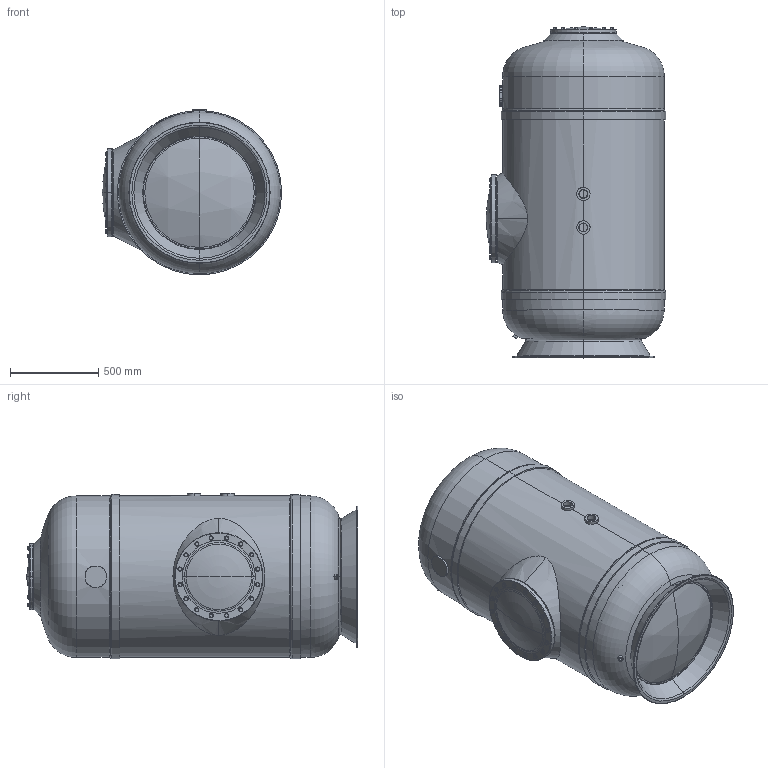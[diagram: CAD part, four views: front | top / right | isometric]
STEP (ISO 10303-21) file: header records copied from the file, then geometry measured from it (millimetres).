
FILE_DESCRIPTION (( 'STEP AP214' ), '1' );
FILE_NAME ('coral90c_nozzle_plate.STEP', '2020-07-07T12:45:40', ( '' ), ( '' ), 'SwSTEP 2.0', 'SolidWorks 2019', '' );
FILE_SCHEMA (( 'AUTOMOTIVE_DESIGN' ));
Length unit declared in the file: millimetre
Products named in the file (20): dished_top_90c.prt; cylinder_90c.prt; support_90c.prt; sight_glass_3col.asm; cover_block_dn300.asm; gasket_block_dn400.prt; socket_ma3_63.prt; hex_screw_m12_50.prt; dished_bottom_90c.prt; cover_block_dn400.asm; gasket_block_dn300.prt; washer_fi12.prt; cover_block_dn300.prt; cover_block_dn400.prt; sight_glass_3col.prt; washer_fi10.prt; hex_screw_m10_40.prt; socket_ma3_20.prt; coral90c_nozzle_plate; gasket_sight_glass.prt
Assembly tree (73 placements, depth 3):
  coral90c_nozzle_plate
    support_90c.prt
    dished_bottom_90c.prt
    cylinder_90c.prt
    socket_ma3_20.prt
    socket_ma3_63.prt  x2
    cover_block_dn400.asm
      cover_block_dn400.prt
      gasket_block_dn400.prt
      washer_fi12.prt  x16
      hex_screw_m12_50.prt  x16
    dished_top_90c.prt
    sight_glass_3col.asm
      sight_glass_3col.prt
      gasket_sight_glass.prt
    cover_block_dn300.asm
      cover_block_dn300.prt
      gasket_block_dn300.prt
      washer_fi10.prt  x12
      hex_screw_m10_40.prt  x12
      socket_ma3_20.prt
Bounding box: 1016.25 x 1879.79 x 939.6 mm (x, y, z)
Volume: 11031686.2 mm3; surface area: 13619821.6 mm2
Topology: 67 solids, 99 shells, 1203 faces, 2671 edges, 1656 vertices
Faces by surface type: cylinder 430, plane 380, cone 307, torus 70, sphere 14, bspline 2
Entity records: 24292 total; most frequent: CARTESIAN_POINT 10181, DIRECTION 2655, ORIENTED_EDGE 2356, EDGE_CURVE 1235, AXIS2_PLACEMENT_3D 1171, VERTEX_POINT 792, EDGE_LOOP 694, CIRCLE 564
